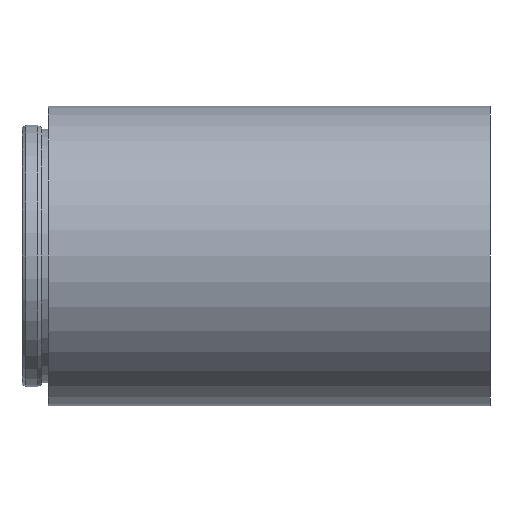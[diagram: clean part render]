
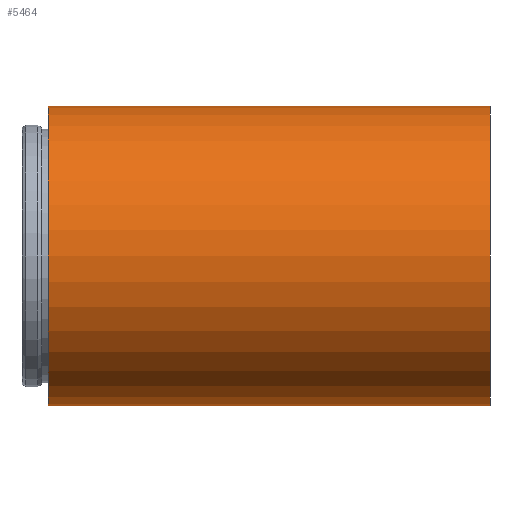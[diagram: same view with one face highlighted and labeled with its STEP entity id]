
A CAD part, front view. The second image highlights one B-rep face of the part: STEP entity #5464.
In plain terms, the highlighted cylindrical face has radius 17.501 mm (diameter 35.001 mm), a partial arc.
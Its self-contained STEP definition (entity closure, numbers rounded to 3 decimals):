
#154 = DIRECTION ( 'NONE',  ( -1., 0., 0. ) ) ;
#399 = VECTOR ( 'NONE', #17157, 1000. ) ;
#1129 = VECTOR ( 'NONE', #154, 1000. ) ;
#1521 = CARTESIAN_POINT ( 'NONE',  ( 0., 0., -17.501 ) ) ;
#2634 = EDGE_CURVE ( 'NONE', #15484, #4060, #12006, .T. ) ;
#3077 = FACE_OUTER_BOUND ( 'NONE', #9903, .T. ) ;
#4060 = VERTEX_POINT ( 'NONE', #12534 ) ;
#4549 = DIRECTION ( 'NONE',  ( -1., 0., 0. ) ) ;
#5464 = ADVANCED_FACE ( 'NONE', ( #3077 ), #8197, .T. ) ;
#5729 = CARTESIAN_POINT ( 'NONE',  ( 54.61, 0., 17.501 ) ) ;
#6155 = DIRECTION ( 'NONE',  ( -1., 0., 0. ) ) ;
#6469 = AXIS2_PLACEMENT_3D ( 'NONE', #14273, #6155, #15627 ) ;
#6913 = DIRECTION ( 'NONE',  ( -1., 0., 0. ) ) ;
#7465 = VERTEX_POINT ( 'NONE', #5729 ) ;
#7628 = LINE ( 'NONE', #15759, #399 ) ;
#7820 = ORIENTED_EDGE ( 'NONE', *, *, #14679, .T. ) ;
#8197 = CYLINDRICAL_SURFACE ( 'NONE', #14056, 17.501 ) ;
#9903 = EDGE_LOOP ( 'NONE', ( #12136, #7820, #17418, #10216 ) ) ;
#10035 = DIRECTION ( 'NONE',  ( 0., 0., 1. ) ) ;
#10216 = ORIENTED_EDGE ( 'NONE', *, *, #16022, .F. ) ;
#10567 = VERTEX_POINT ( 'NONE', #13543 ) ;
#10816 = AXIS2_PLACEMENT_3D ( 'NONE', #15047, #6913, #16443 ) ;
#11045 = CIRCLE ( 'NONE', #6469, 17.501 ) ;
#11474 = EDGE_CURVE ( 'NONE', #7465, #10567, #7628, .T. ) ;
#12006 = LINE ( 'NONE', #1521, #1129 ) ;
#12136 = ORIENTED_EDGE ( 'NONE', *, *, #2634, .F. ) ;
#12382 = CIRCLE ( 'NONE', #10816, 17.501 ) ;
#12534 = CARTESIAN_POINT ( 'NONE',  ( 3.048, 0., -17.501 ) ) ;
#12662 = CARTESIAN_POINT ( 'NONE',  ( 0., 0., 0. ) ) ;
#13543 = CARTESIAN_POINT ( 'NONE',  ( 3.048, 0., 17.501 ) ) ;
#14056 = AXIS2_PLACEMENT_3D ( 'NONE', #12662, #4549, #10035 ) ;
#14273 = CARTESIAN_POINT ( 'NONE',  ( 54.61, 0., 0. ) ) ;
#14679 = EDGE_CURVE ( 'NONE', #15484, #7465, #11045, .T. ) ;
#14952 = CARTESIAN_POINT ( 'NONE',  ( 54.61, 0., -17.501 ) ) ;
#15047 = CARTESIAN_POINT ( 'NONE',  ( 3.048, 0., 0. ) ) ;
#15484 = VERTEX_POINT ( 'NONE', #14952 ) ;
#15627 = DIRECTION ( 'NONE',  ( 0., 0., 1. ) ) ;
#15759 = CARTESIAN_POINT ( 'NONE',  ( 0., 0., 17.501 ) ) ;
#16022 = EDGE_CURVE ( 'NONE', #4060, #10567, #12382, .T. ) ;
#16443 = DIRECTION ( 'NONE',  ( 0., 0., 1. ) ) ;
#17157 = DIRECTION ( 'NONE',  ( -1., 0., 0. ) ) ;
#17418 = ORIENTED_EDGE ( 'NONE', *, *, #11474, .T. ) ;
